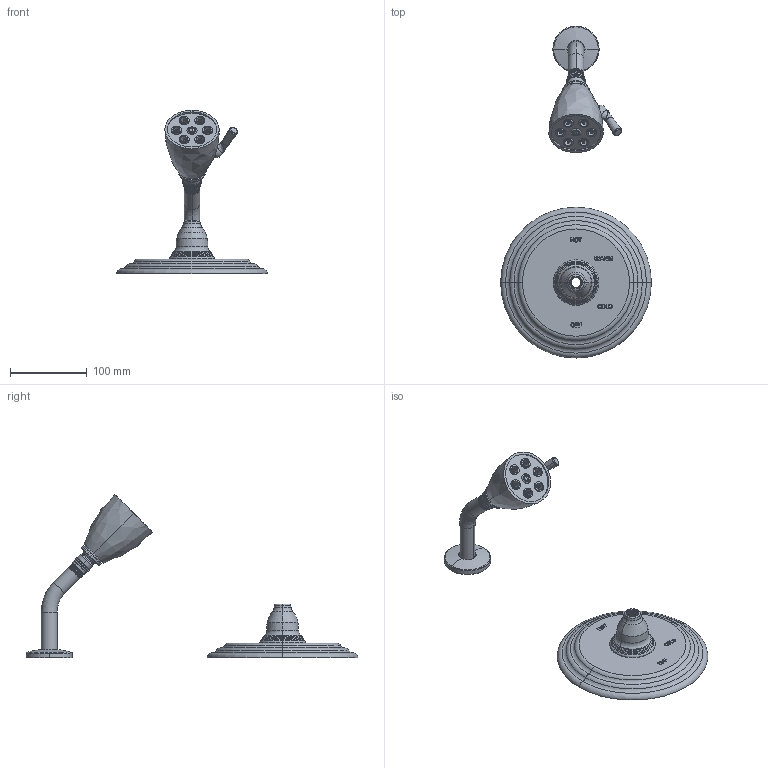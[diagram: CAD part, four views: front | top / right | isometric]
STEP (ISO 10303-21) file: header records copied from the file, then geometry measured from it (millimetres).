
FILE_DESCRIPTION((''),'2;1');
FILE_NAME('3-7004_SW0001','2010-12-08T',('project'),(''),'PRO/ENGINEER BY PARAMETRIC TECHNOLOGY CORPORATION, 2009300','PRO/ENGINEER BY PARAMETRIC TECHNOLOGY CORPORATION, 2009300','');
FILE_SCHEMA(('CONFIG_CONTROL_DESIGN'));
Length unit declared in the file: inch
Products named in the file (1): 3-7004_SW0001
Bounding box: 196.85 x 433.45 x 213.43 mm (x, y, z)
Surface area: 142781.3 mm2 (no closed solid volume)
Topology: 0 solids, 49 shells, 584 faces, 2257 edges, 1649 vertices
Faces by surface type: plane 214, cylinder 195, bspline 75, torus 61, cone 29, sphere 8, extrusion 2
Entity records: 34317 total; most frequent: CARTESIAN_POINT 16285, DIRECTION 3557, ORIENTED_EDGE 3476, EDGE_CURVE 2255, VERTEX_POINT 1649, AXIS2_PLACEMENT_3D 1194, VECTOR 1169, LINE 1167
